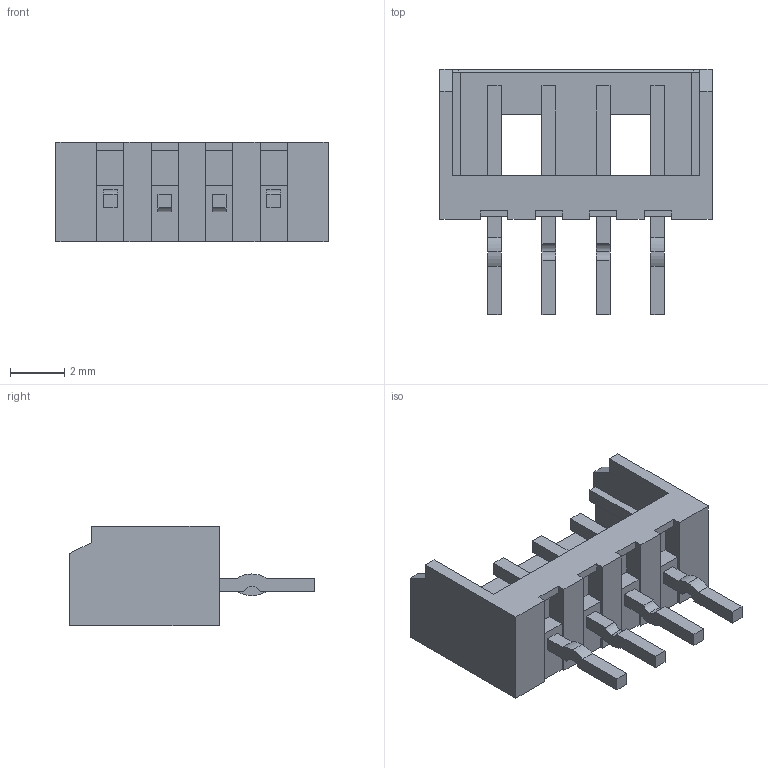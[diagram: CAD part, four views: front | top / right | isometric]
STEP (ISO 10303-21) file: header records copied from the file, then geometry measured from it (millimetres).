
FILE_DESCRIPTION(('STEP AP242'),'1');
FILE_NAME('53253-0470.stp','2021-05-21T10:19:47',('TraceParts'),('TraceParts S.A.'),'Spatial InterOp 3D',' ',' ');
FILE_SCHEMA(('AP242_MANAGED_MODEL_BASED_3D_ENGINEERING_MIM_LF {1 0 10303 442 1 1 4}'));
Length unit declared in the file: millimetre
Products named in the file (1): 53253-0470_1
Bounding box: 10 x 9 x 3.65 mm (x, y, z)
Volume: 84.2 mm3; surface area: 320.8 mm2
Topology: 1 solids, 1 shells, 157 faces, 438 edges, 304 vertices
Faces by surface type: plane 141, cylinder 16
Entity records: 4960 total; most frequent: CARTESIAN_POINT 871, ORIENTED_EDGE 846, DIRECTION 796, EDGE_CURVE 423, LINE 398, VECTOR 398, VERTEX_POINT 274, AXIS2_PLACEMENT_3D 199
